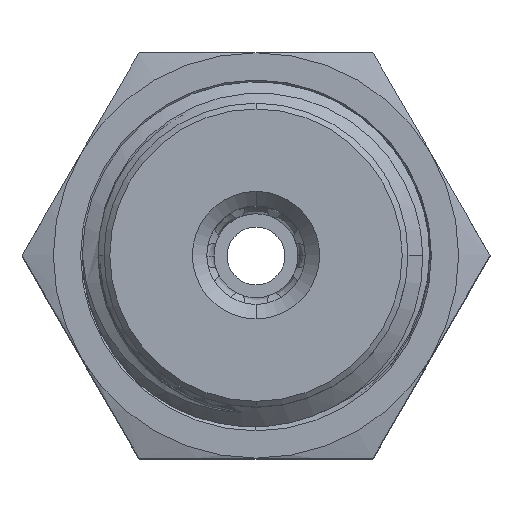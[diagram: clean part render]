
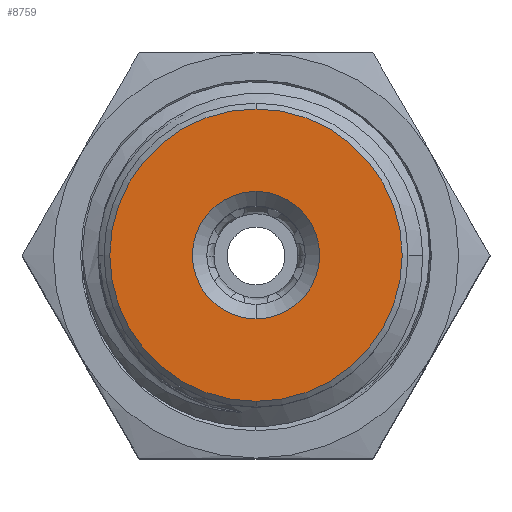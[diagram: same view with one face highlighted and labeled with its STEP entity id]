
A CAD part, top view. The second image highlights one B-rep face of the part: STEP entity #8759.
In plain terms, the highlighted planar face has unit normal (0, 0, 1).
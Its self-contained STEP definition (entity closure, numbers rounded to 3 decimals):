
#480 = CARTESIAN_POINT ( 'NONE',  ( 0., 0., 3.2 ) ) ;
#497 = EDGE_CURVE ( 'NONE', #26491, #37369, #34780, .T. ) ;
#2770 = DIRECTION ( 'NONE',  ( 0., 0., -1. ) ) ;
#3249 = VERTEX_POINT ( 'NONE', #8229 ) ;
#3621 = AXIS2_PLACEMENT_3D ( 'NONE', #21539, #2770, #24676 ) ;
#3652 = DIRECTION ( 'NONE',  ( 0., -1., 0. ) ) ;
#3687 = AXIS2_PLACEMENT_3D ( 'NONE', #6958, #28824, #10072 ) ;
#3776 = CARTESIAN_POINT ( 'NONE',  ( 0., 5.05, 3.2 ) ) ;
#4404 = CIRCLE ( 'NONE', #3687, 2.2 ) ;
#5439 = CIRCLE ( 'NONE', #29005, 5.05 ) ;
#6471 = EDGE_LOOP ( 'NONE', ( #7794, #6719 ) ) ;
#6719 = ORIENTED_EDGE ( 'NONE', *, *, #8611, .T. ) ;
#6958 = CARTESIAN_POINT ( 'NONE',  ( 0., 0., 3.2 ) ) ;
#7794 = ORIENTED_EDGE ( 'NONE', *, *, #9833, .T. ) ;
#7864 = DIRECTION ( 'NONE',  ( 0., 0., 1. ) ) ;
#8229 = CARTESIAN_POINT ( 'NONE',  ( 0., -2.2, 3.2 ) ) ;
#8237 = AXIS2_PLACEMENT_3D ( 'NONE', #29720, #7864, #26578 ) ;
#8611 = EDGE_CURVE ( 'NONE', #31424, #3249, #27462, .T. ) ;
#8759 = ADVANCED_FACE ( 'NONE', ( #18698, #34313 ), #19150, .T. ) ;
#8940 = ORIENTED_EDGE ( 'NONE', *, *, #497, .T. ) ;
#9833 = EDGE_CURVE ( 'NONE', #3249, #31424, #4404, .T. ) ;
#10072 = DIRECTION ( 'NONE',  ( 0., -1., 0. ) ) ;
#10298 = CARTESIAN_POINT ( 'NONE',  ( 0., 2.2, 3.2 ) ) ;
#13451 = CARTESIAN_POINT ( 'NONE',  ( 0., 0., 3.2 ) ) ;
#14115 = EDGE_CURVE ( 'NONE', #37369, #26491, #5439, .T. ) ;
#16645 = DIRECTION ( 'NONE',  ( 0., -1., 0. ) ) ;
#17654 = EDGE_LOOP ( 'NONE', ( #8940, #29188 ) ) ;
#18698 = FACE_BOUND ( 'NONE', #6471, .T. ) ;
#19150 = PLANE ( 'NONE',  #21771 ) ;
#21539 = CARTESIAN_POINT ( 'NONE',  ( 0., 0., 3.2 ) ) ;
#21771 = AXIS2_PLACEMENT_3D ( 'NONE', #480, #22413, #3652 ) ;
#22413 = DIRECTION ( 'NONE',  ( 0., 0., 1. ) ) ;
#24676 = DIRECTION ( 'NONE',  ( 0., -1., 0. ) ) ;
#26491 = VERTEX_POINT ( 'NONE', #3776 ) ;
#26578 = DIRECTION ( 'NONE',  ( 0., -1., 0. ) ) ;
#27462 = CIRCLE ( 'NONE', #3621, 2.2 ) ;
#28824 = DIRECTION ( 'NONE',  ( 0., 0., -1. ) ) ;
#29005 = AXIS2_PLACEMENT_3D ( 'NONE', #13451, #35360, #16645 ) ;
#29188 = ORIENTED_EDGE ( 'NONE', *, *, #14115, .T. ) ;
#29720 = CARTESIAN_POINT ( 'NONE',  ( 0., 0., 3.2 ) ) ;
#30520 = CARTESIAN_POINT ( 'NONE',  ( 0., -5.05, 3.2 ) ) ;
#31424 = VERTEX_POINT ( 'NONE', #10298 ) ;
#34313 = FACE_OUTER_BOUND ( 'NONE', #17654, .T. ) ;
#34780 = CIRCLE ( 'NONE', #8237, 5.05 ) ;
#35360 = DIRECTION ( 'NONE',  ( 0., 0., 1. ) ) ;
#37369 = VERTEX_POINT ( 'NONE', #30520 ) ;
